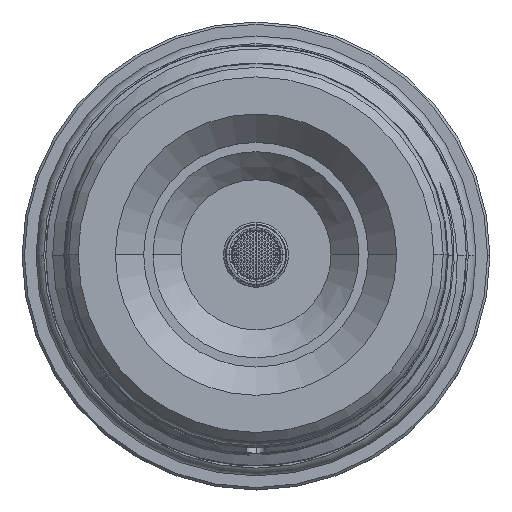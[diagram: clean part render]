
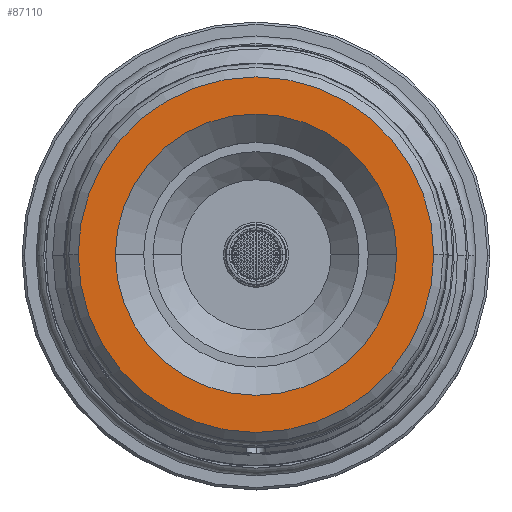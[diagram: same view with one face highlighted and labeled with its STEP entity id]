
A CAD part, top view. The second image highlights one B-rep face of the part: STEP entity #87110.
In plain terms, the highlighted planar face has unit normal (0, 0, 1).
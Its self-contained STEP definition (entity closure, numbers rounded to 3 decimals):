
#935 = EDGE_CURVE ( 'NONE', #46835, #44879, #16055, .T. ) ;
#1195 = ORIENTED_EDGE ( 'NONE', *, *, #935, .F. ) ;
#1441 = CARTESIAN_POINT ( 'NONE',  ( -11.925, 0., 103.49 ) ) ;
#1885 = DIRECTION ( 'NONE',  ( 0., 0., -1. ) ) ;
#1934 = DIRECTION ( 'NONE',  ( 1., 0., 0. ) ) ;
#2053 = CARTESIAN_POINT ( 'NONE',  ( 11.925, 0., 103.49 ) ) ;
#16055 = CIRCLE ( 'NONE', #22432, 15.075 ) ;
#16818 = CARTESIAN_POINT ( 'NONE',  ( 15.075, 0., 103.49 ) ) ;
#20758 = EDGE_LOOP ( 'NONE', ( #87611, #1195 ) ) ;
#21891 = DIRECTION ( 'NONE',  ( -1., 0., 0. ) ) ;
#22432 = AXIS2_PLACEMENT_3D ( 'NONE', #56601, #1885, #80468 ) ;
#25102 = DIRECTION ( 'NONE',  ( 0., 0., 1. ) ) ;
#29498 = DIRECTION ( 'NONE',  ( 0., 0., 1. ) ) ;
#30789 = DIRECTION ( 'NONE',  ( 1., 0., 0. ) ) ;
#38257 = PLANE ( 'NONE',  #46730 ) ;
#38922 = DIRECTION ( 'NONE',  ( 0., 0., 1. ) ) ;
#39951 = AXIS2_PLACEMENT_3D ( 'NONE', #50897, #29498, #52564 ) ;
#44316 = EDGE_CURVE ( 'NONE', #83458, #91527, #81490, .T. ) ;
#44645 = DIRECTION ( 'NONE',  ( 0., 0., -1. ) ) ;
#44879 = VERTEX_POINT ( 'NONE', #55207 ) ;
#44975 = ORIENTED_EDGE ( 'NONE', *, *, #75877, .F. ) ;
#45722 = CIRCLE ( 'NONE', #39951, 11.925 ) ;
#46250 = FACE_BOUND ( 'NONE', #77410, .T. ) ;
#46730 = AXIS2_PLACEMENT_3D ( 'NONE', #100487, #38922, #30789 ) ;
#46835 = VERTEX_POINT ( 'NONE', #16818 ) ;
#48408 = CIRCLE ( 'NONE', #85843, 15.075 ) ;
#50897 = CARTESIAN_POINT ( 'NONE',  ( 0., 0., 103.49 ) ) ;
#52564 = DIRECTION ( 'NONE',  ( 1., 0., 0. ) ) ;
#55207 = CARTESIAN_POINT ( 'NONE',  ( -15.075, 0., 103.49 ) ) ;
#56601 = CARTESIAN_POINT ( 'NONE',  ( 0., 0., 103.49 ) ) ;
#59617 = EDGE_CURVE ( 'NONE', #44879, #46835, #48408, .T. ) ;
#68472 = CARTESIAN_POINT ( 'NONE',  ( 0., 0., 103.49 ) ) ;
#75877 = EDGE_CURVE ( 'NONE', #91527, #83458, #45722, .T. ) ;
#77410 = EDGE_LOOP ( 'NONE', ( #44975, #87503 ) ) ;
#80170 = CARTESIAN_POINT ( 'NONE',  ( 0., 0., 103.49 ) ) ;
#80468 = DIRECTION ( 'NONE',  ( -1., 0., 0. ) ) ;
#81490 = CIRCLE ( 'NONE', #89185, 11.925 ) ;
#83458 = VERTEX_POINT ( 'NONE', #1441 ) ;
#83933 = FACE_OUTER_BOUND ( 'NONE', #20758, .T. ) ;
#85843 = AXIS2_PLACEMENT_3D ( 'NONE', #68472, #44645, #21891 ) ;
#87110 = ADVANCED_FACE ( 'NONE', ( #83933, #46250 ), #38257, .T. ) ;
#87503 = ORIENTED_EDGE ( 'NONE', *, *, #44316, .F. ) ;
#87611 = ORIENTED_EDGE ( 'NONE', *, *, #59617, .F. ) ;
#89185 = AXIS2_PLACEMENT_3D ( 'NONE', #80170, #25102, #1934 ) ;
#91527 = VERTEX_POINT ( 'NONE', #2053 ) ;
#100487 = CARTESIAN_POINT ( 'NONE',  ( -15.075, 0., 103.49 ) ) ;
